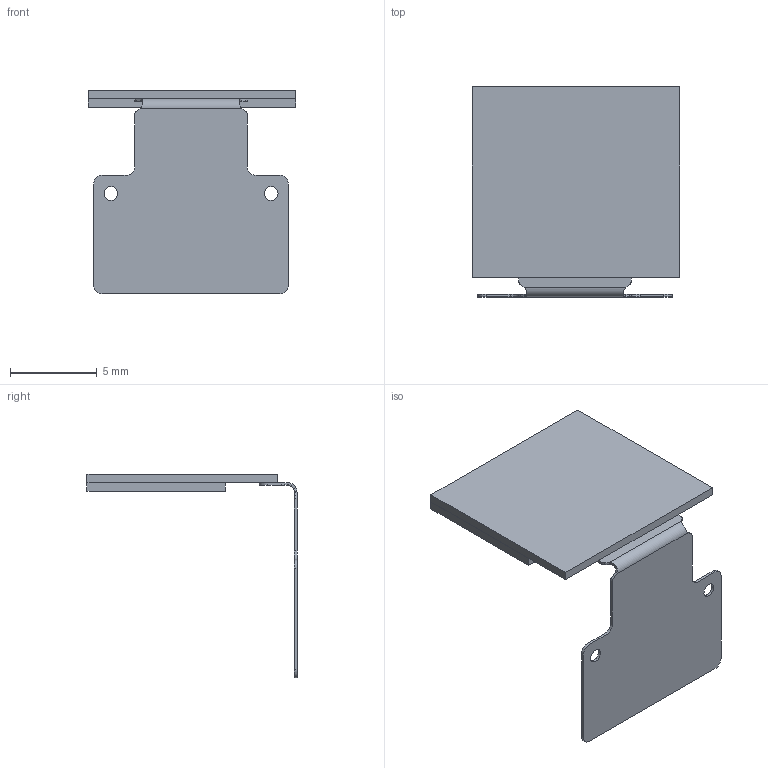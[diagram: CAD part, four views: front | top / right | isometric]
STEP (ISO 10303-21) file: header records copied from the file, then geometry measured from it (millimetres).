
FILE_DESCRIPTION (( 'STEP AP214' ), '1' );
FILE_NAME ('DM-OLED042-647.STEP', '2023-05-21T10:46:13', ( 'Roman' ), ( '' ), 'SwSTEP 2.0', 'SolidWorks 2023', '' );
FILE_SCHEMA (( 'AUTOMOTIVE_DESIGN' ));
Length unit declared in the file: millimetre
Products named in the file (1): DM-OLED042-647
Bounding box: 12 x 12.13 x 11.77 mm (x, y, z)
Volume: 131.5 mm3; surface area: 779.5 mm2
Topology: 24 solids, 24 shells, 227 faces, 526 edges, 348 vertices
Faces by surface type: plane 191, bspline 18, cylinder 18
Entity records: 7094 total; most frequent: CARTESIAN_POINT 1764, ORIENTED_EDGE 1052, DIRECTION 934, EDGE_CURVE 526, LINE 442, VECTOR 442, VERTEX_POINT 348, AXIS2_PLACEMENT_3D 246
